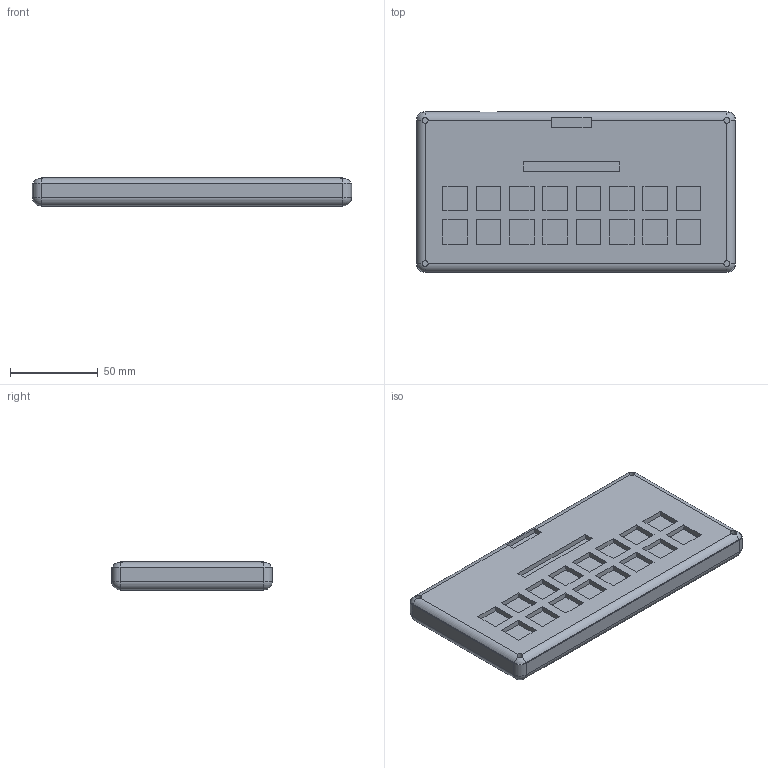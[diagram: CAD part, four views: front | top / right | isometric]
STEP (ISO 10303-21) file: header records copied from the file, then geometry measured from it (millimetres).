
FILE_DESCRIPTION(/* description */ ('STEP AP242','CAx-IF Rec.Pracs.---Representation and Presentation of Product Manufacturing Information (PMI)---4.0---2014-10-13','CAx-IF Rec.Pracs.---3D Tessellated Geometry---0.4---2014-09-14','2;1'),/* implementation_level */ '2;1');
FILE_NAME(/* name */ '6858de92837d7d29ec7bb3ed',/* time_stamp */ '2025-06-23T04:56:51Z',/* author */ (''),/* organization */ (''),/* preprocessor_version */ 'ST-DEVELOPER v20',/* originating_system */ 'ONSHAPE BY PTC INC, 1.199',/* authorisation */ ' ');
FILE_SCHEMA (('AP242_MANAGED_MODEL_BASED_3D_ENGINEERING_MIM_LF { 1 0 10303 442 1 1 4 }'));
Length unit declared in the file: metre
Products named in the file (2): Part 1; Part 2
Bounding box: 182.32 x 91.83 x 16 mm (x, y, z)
Volume: 133407.1 mm3; surface area: 73848.2 mm2
Topology: 2 solids, 2 shells, 121 faces, 342 edges, 220 vertices
Faces by surface type: plane 93, cylinder 20, sphere 8
Full cylindrical faces by diameter (mm): 3.4 x8
Entity records: 3950 total; most frequent: CARTESIAN_POINT 713, ORIENTED_EDGE 660, DIRECTION 616, EDGE_CURVE 330, LINE 270, VECTOR 270, VERTEX_POINT 220, AXIS2_PLACEMENT_3D 173
